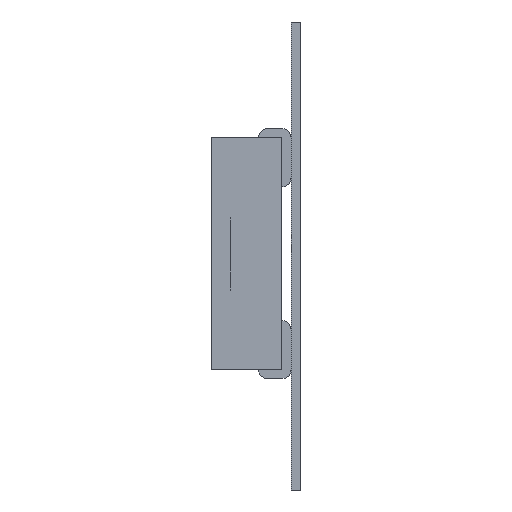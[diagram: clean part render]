
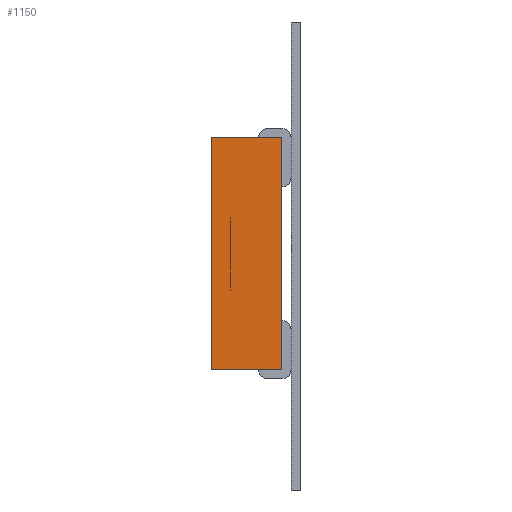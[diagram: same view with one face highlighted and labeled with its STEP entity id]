
A CAD part, left-side view. The second image highlights one B-rep face of the part: STEP entity #1150.
In plain terms, the highlighted planar face has unit normal (-1, 0, 0).
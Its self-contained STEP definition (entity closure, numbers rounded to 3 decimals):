
#400 = VERTEX_POINT('',#401);
#401 = CARTESIAN_POINT('',(-2.475,-2.475,0.));
#407 = EDGE_CURVE('',#408,#400,#410,.T.);
#408 = VERTEX_POINT('',#409);
#409 = CARTESIAN_POINT('',(-2.475,2.475,0.));
#410 = LINE('',#411,#412);
#411 = CARTESIAN_POINT('',(-2.475,2.475,0.));
#412 = VECTOR('',#413,1.);
#413 = DIRECTION('',(0.,-1.,0.));
#621 = EDGE_CURVE('',#622,#408,#624,.T.);
#622 = VERTEX_POINT('',#623);
#623 = CARTESIAN_POINT('',(-2.475,2.475,1.5));
#624 = LINE('',#625,#626);
#625 = CARTESIAN_POINT('',(-2.475,2.475,1.5));
#626 = VECTOR('',#627,1.);
#627 = DIRECTION('',(0.,0.,-1.));
#746 = VERTEX_POINT('',#747);
#747 = CARTESIAN_POINT('',(-2.475,-2.475,1.5));
#753 = EDGE_CURVE('',#746,#400,#754,.T.);
#754 = LINE('',#755,#756);
#755 = CARTESIAN_POINT('',(-2.475,-2.475,1.5));
#756 = VECTOR('',#757,1.);
#757 = DIRECTION('',(0.,0.,-1.));
#1150 = ADVANCED_FACE('',(#1151),#1162,.F.);
#1151 = FACE_BOUND('',#1152,.T.);
#1152 = EDGE_LOOP('',(#1153,#1154,#1155,#1161));
#1153 = ORIENTED_EDGE('',*,*,#407,.T.);
#1154 = ORIENTED_EDGE('',*,*,#753,.F.);
#1155 = ORIENTED_EDGE('',*,*,#1156,.F.);
#1156 = EDGE_CURVE('',#622,#746,#1157,.T.);
#1157 = LINE('',#1158,#1159);
#1158 = CARTESIAN_POINT('',(-2.475,2.475,1.5));
#1159 = VECTOR('',#1160,1.);
#1160 = DIRECTION('',(0.,-1.,0.));
#1161 = ORIENTED_EDGE('',*,*,#621,.T.);
#1162 = PLANE('',#1163);
#1163 = AXIS2_PLACEMENT_3D('',#1164,#1165,#1166);
#1164 = CARTESIAN_POINT('',(-2.475,2.475,1.5));
#1165 = DIRECTION('',(1.,0.,0.));
#1166 = DIRECTION('',(0.,1.,0.));
